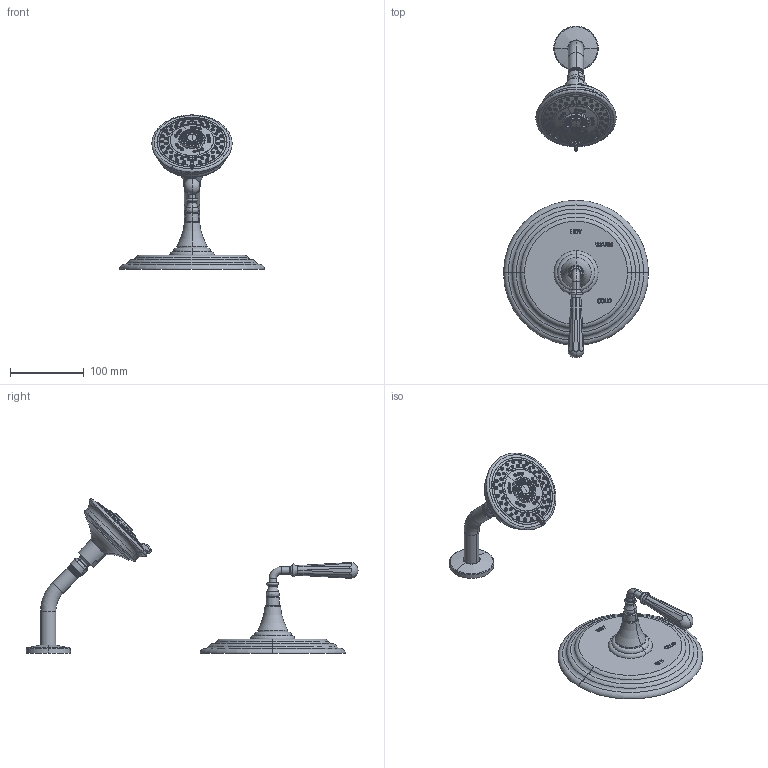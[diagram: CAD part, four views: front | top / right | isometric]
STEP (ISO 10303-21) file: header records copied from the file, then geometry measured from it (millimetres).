
FILE_DESCRIPTION((''),'2;1');
FILE_NAME('3-1744BP','2021-05-27T15:45:10',('jinson.thomas'),(''),'CREO PARAMETRIC BY PTC INC, 2018400','CREO PARAMETRIC BY PTC INC, 2018400','');
FILE_SCHEMA(('CONFIG_CONTROL_DESIGN'));
Length unit declared in the file: inch
Products named in the file (1): 3-1744BP
Bounding box: 196.85 x 450.79 x 209.53 mm (x, y, z)
Volume: 856744.1 mm3; surface area: 125691.9 mm2
Topology: 2 solids, 2 shells, 1328 faces, 2921 edges, 1768 vertices
Faces by surface type: torus 357, cone 302, plane 267, cylinder 206, bspline 106, extrusion 80, sphere 8, revolution 2
Entity records: 55071 total; most frequent: CARTESIAN_POINT 26807, ORIENTED_EDGE 5834, DIRECTION 5687, EDGE_CURVE 2917, AXIS2_PLACEMENT_3D 2310, VERTEX_POINT 1768, EDGE_LOOP 1519, FACE_OUTER_BOUND 1328
